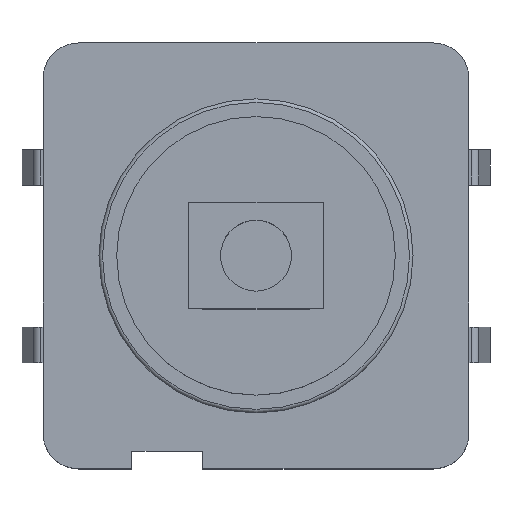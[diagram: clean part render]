
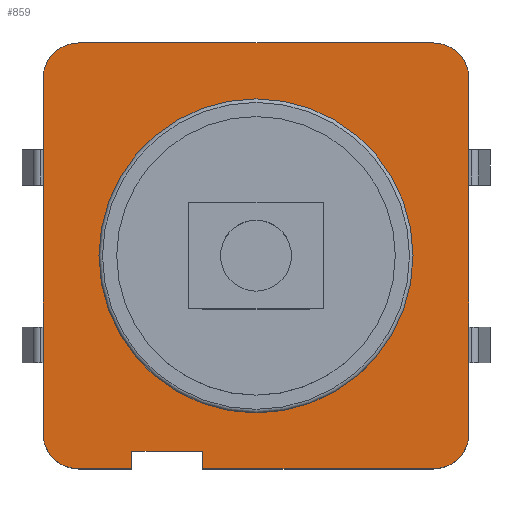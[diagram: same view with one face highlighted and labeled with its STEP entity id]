
A CAD part, top view. The second image highlights one B-rep face of the part: STEP entity #859.
In plain terms, the highlighted planar face has unit normal (0, 0, 1).
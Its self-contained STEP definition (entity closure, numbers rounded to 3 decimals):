
#306 = VERTEX_POINT('',#307);
#307 = CARTESIAN_POINT('',(2.75,-8.5,3.5));
#315 = VERTEX_POINT('',#316);
#316 = CARTESIAN_POINT('',(2.75,-8.,3.5));
#322 = EDGE_CURVE('',#306,#315,#323,.T.);
#323 = LINE('',#324,#325);
#324 = CARTESIAN_POINT('',(2.75,-5.5,3.5));
#325 = VECTOR('',#326,1.);
#326 = DIRECTION('',(0.,1.,0.));
#337 = EDGE_CURVE('',#338,#306,#340,.T.);
#338 = VERTEX_POINT('',#339);
#339 = CARTESIAN_POINT('',(1.25,-8.5,3.5));
#340 = LINE('',#341,#342);
#341 = CARTESIAN_POINT('',(11.25,-8.5,3.5));
#342 = VECTOR('',#343,1.);
#343 = DIRECTION('',(1.,0.,0.));
#362 = EDGE_CURVE('',#363,#338,#365,.T.);
#363 = VERTEX_POINT('',#364);
#364 = CARTESIAN_POINT('',(0.25,-7.5,3.5));
#365 = CIRCLE('',#366,1.);
#366 = AXIS2_PLACEMENT_3D('',#367,#368,#369);
#367 = CARTESIAN_POINT('',(1.25,-7.5,3.5));
#368 = DIRECTION('',(0.,0.,1.));
#369 = DIRECTION('',(-1.,0.,0.));
#387 = EDGE_CURVE('',#388,#363,#390,.T.);
#388 = VERTEX_POINT('',#389);
#389 = CARTESIAN_POINT('',(0.25,2.5,3.5));
#390 = LINE('',#391,#392);
#391 = CARTESIAN_POINT('',(0.25,-7.5,3.5));
#392 = VECTOR('',#393,1.);
#393 = DIRECTION('',(0.,-1.,0.));
#519 = EDGE_CURVE('',#520,#388,#522,.T.);
#520 = VERTEX_POINT('',#521);
#521 = CARTESIAN_POINT('',(1.25,3.5,3.5));
#522 = CIRCLE('',#523,1.);
#523 = AXIS2_PLACEMENT_3D('',#524,#525,#526);
#524 = CARTESIAN_POINT('',(1.25,2.5,3.5));
#525 = DIRECTION('',(0.,0.,1.));
#526 = DIRECTION('',(0.,1.,0.));
#544 = EDGE_CURVE('',#545,#520,#547,.T.);
#545 = VERTEX_POINT('',#546);
#546 = CARTESIAN_POINT('',(11.25,3.5,3.5));
#547 = LINE('',#548,#549);
#548 = CARTESIAN_POINT('',(1.25,3.5,3.5));
#549 = VECTOR('',#550,1.);
#550 = DIRECTION('',(-1.,0.,0.));
#568 = EDGE_CURVE('',#569,#545,#571,.T.);
#569 = VERTEX_POINT('',#570);
#570 = CARTESIAN_POINT('',(12.25,2.5,3.5));
#571 = CIRCLE('',#572,1.);
#572 = AXIS2_PLACEMENT_3D('',#573,#574,#575);
#573 = CARTESIAN_POINT('',(11.25,2.5,3.5));
#574 = DIRECTION('',(0.,0.,1.));
#575 = DIRECTION('',(1.,0.,0.));
#593 = EDGE_CURVE('',#594,#569,#596,.T.);
#594 = VERTEX_POINT('',#595);
#595 = CARTESIAN_POINT('',(12.25,-7.5,3.5));
#596 = LINE('',#597,#598);
#597 = CARTESIAN_POINT('',(12.25,2.5,3.5));
#598 = VECTOR('',#599,1.);
#599 = DIRECTION('',(0.,1.,0.));
#725 = EDGE_CURVE('',#726,#594,#728,.T.);
#726 = VERTEX_POINT('',#727);
#727 = CARTESIAN_POINT('',(11.25,-8.5,3.5));
#728 = CIRCLE('',#729,1.);
#729 = AXIS2_PLACEMENT_3D('',#730,#731,#732);
#730 = CARTESIAN_POINT('',(11.25,-7.5,3.5));
#731 = DIRECTION('',(0.,0.,1.));
#732 = DIRECTION('',(0.,-1.,0.));
#749 = VERTEX_POINT('',#750);
#750 = CARTESIAN_POINT('',(4.75,-8.5,3.5));
#758 = EDGE_CURVE('',#749,#726,#759,.T.);
#759 = LINE('',#760,#761);
#760 = CARTESIAN_POINT('',(11.25,-8.5,3.5));
#761 = VECTOR('',#762,1.);
#762 = DIRECTION('',(1.,0.,0.));
#773 = EDGE_CURVE('',#774,#749,#776,.T.);
#774 = VERTEX_POINT('',#775);
#775 = CARTESIAN_POINT('',(4.75,-8.,3.5));
#776 = LINE('',#777,#778);
#777 = CARTESIAN_POINT('',(4.75,-5.5,3.5));
#778 = VECTOR('',#779,1.);
#779 = DIRECTION('',(0.,-1.,0.));
#798 = EDGE_CURVE('',#315,#774,#799,.T.);
#799 = LINE('',#800,#801);
#800 = CARTESIAN_POINT('',(5.,-8.,3.5));
#801 = VECTOR('',#802,1.);
#802 = DIRECTION('',(1.,0.,0.));
#859 = ADVANCED_FACE('',(#860,#874),#885,.T.);
#860 = FACE_BOUND('',#861,.T.);
#861 = EDGE_LOOP('',(#862,#863,#864,#865,#866,#867,#868,#869,#870,#871,
    #872,#873));
#862 = ORIENTED_EDGE('',*,*,#322,.T.);
#863 = ORIENTED_EDGE('',*,*,#798,.T.);
#864 = ORIENTED_EDGE('',*,*,#773,.T.);
#865 = ORIENTED_EDGE('',*,*,#758,.T.);
#866 = ORIENTED_EDGE('',*,*,#725,.T.);
#867 = ORIENTED_EDGE('',*,*,#593,.T.);
#868 = ORIENTED_EDGE('',*,*,#568,.T.);
#869 = ORIENTED_EDGE('',*,*,#544,.T.);
#870 = ORIENTED_EDGE('',*,*,#519,.T.);
#871 = ORIENTED_EDGE('',*,*,#387,.T.);
#872 = ORIENTED_EDGE('',*,*,#362,.T.);
#873 = ORIENTED_EDGE('',*,*,#337,.T.);
#874 = FACE_BOUND('',#875,.T.);
#875 = EDGE_LOOP('',(#876));
#876 = ORIENTED_EDGE('',*,*,#877,.T.);
#877 = EDGE_CURVE('',#878,#878,#880,.T.);
#878 = VERTEX_POINT('',#879);
#879 = CARTESIAN_POINT('',(10.675,-2.5,3.5));
#880 = CIRCLE('',#881,4.425);
#881 = AXIS2_PLACEMENT_3D('',#882,#883,#884);
#882 = CARTESIAN_POINT('',(6.25,-2.5,3.5));
#883 = DIRECTION('',(0.,0.,-1.));
#884 = DIRECTION('',(-1.,0.,0.));
#885 = PLANE('',#886);
#886 = AXIS2_PLACEMENT_3D('',#887,#888,#889);
#887 = CARTESIAN_POINT('',(6.25,-2.5,3.5));
#888 = DIRECTION('',(0.,0.,1.));
#889 = DIRECTION('',(1.,0.,0.));
